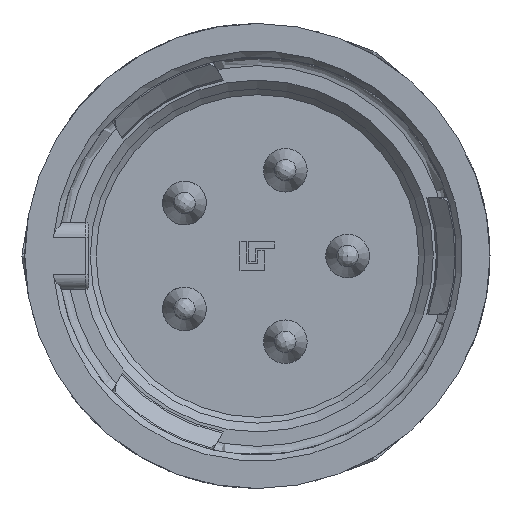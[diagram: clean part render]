
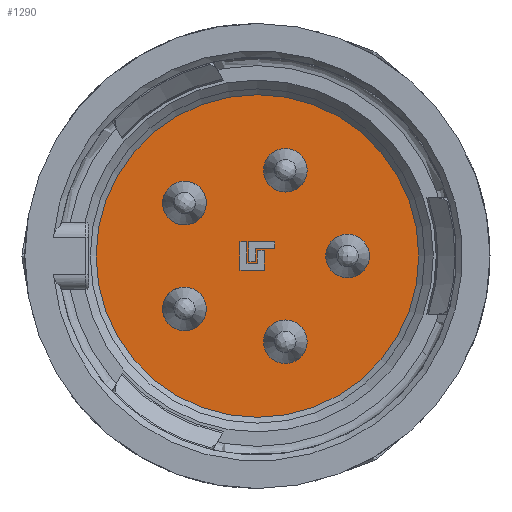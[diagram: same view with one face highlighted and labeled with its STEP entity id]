
A CAD part, left-side view. The second image highlights one B-rep face of the part: STEP entity #1290.
In plain terms, the highlighted planar face has unit normal (-1, 0, 0).
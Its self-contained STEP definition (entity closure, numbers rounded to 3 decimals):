
#469=LINE('',#8635,#685);
#470=LINE('',#8638,#686);
#471=LINE('',#8640,#687);
#472=LINE('',#8642,#688);
#473=LINE('',#8644,#689);
#474=LINE('',#8646,#690);
#475=LINE('',#8647,#691);
#476=LINE('',#8650,#692);
#477=LINE('',#8652,#693);
#478=LINE('',#8654,#694);
#479=LINE('',#8656,#695);
#480=LINE('',#8658,#696);
#481=LINE('',#8660,#697);
#482=LINE('',#8662,#698);
#685=VECTOR('',#5374,1.);
#686=VECTOR('',#5375,1.);
#687=VECTOR('',#5376,1.);
#688=VECTOR('',#5377,1.);
#689=VECTOR('',#5378,1.);
#690=VECTOR('',#5379,1.);
#691=VECTOR('',#5380,1.);
#692=VECTOR('',#5381,1.);
#693=VECTOR('',#5382,1.);
#694=VECTOR('',#5383,1.);
#695=VECTOR('',#5384,1.);
#696=VECTOR('',#5385,1.);
#697=VECTOR('',#5386,1.);
#698=VECTOR('',#5387,1.);
#1149=PLANE('',#4688);
#1290=ADVANCED_FACE('',(#1604,#1605,#1606,#1607,#1608,#1609,#1610,#1611),
#1149,.F.);
#1604=FACE_BOUND('',#1778,.T.);
#1605=FACE_BOUND('',#1779,.T.);
#1606=FACE_BOUND('',#1780,.T.);
#1607=FACE_BOUND('',#1781,.T.);
#1608=FACE_BOUND('',#1782,.T.);
#1609=FACE_BOUND('',#1783,.T.);
#1610=FACE_BOUND('',#1784,.T.);
#1611=FACE_BOUND('',#1785,.T.);
#1778=EDGE_LOOP('',(#2554));
#1779=EDGE_LOOP('',(#2555));
#1780=EDGE_LOOP('',(#2556));
#1781=EDGE_LOOP('',(#2557));
#1782=EDGE_LOOP('',(#2558));
#1783=EDGE_LOOP('',(#2559,#2560,#2561,#2562,#2563,#2564));
#1784=EDGE_LOOP('',(#2565,#2566,#2567,#2568,#2569,#2570,#2571,#2572));
#1785=EDGE_LOOP('',(#2573));
#2554=ORIENTED_EDGE('',*,*,#4053,.T.);
#2555=ORIENTED_EDGE('',*,*,#4054,.T.);
#2556=ORIENTED_EDGE('',*,*,#4055,.T.);
#2557=ORIENTED_EDGE('',*,*,#4056,.T.);
#2558=ORIENTED_EDGE('',*,*,#4057,.T.);
#2559=ORIENTED_EDGE('',*,*,#4058,.T.);
#2560=ORIENTED_EDGE('',*,*,#4059,.T.);
#2561=ORIENTED_EDGE('',*,*,#4060,.T.);
#2562=ORIENTED_EDGE('',*,*,#4061,.T.);
#2563=ORIENTED_EDGE('',*,*,#4062,.T.);
#2564=ORIENTED_EDGE('',*,*,#4063,.T.);
#2565=ORIENTED_EDGE('',*,*,#4064,.T.);
#2566=ORIENTED_EDGE('',*,*,#4065,.T.);
#2567=ORIENTED_EDGE('',*,*,#4066,.T.);
#2568=ORIENTED_EDGE('',*,*,#4067,.T.);
#2569=ORIENTED_EDGE('',*,*,#4068,.T.);
#2570=ORIENTED_EDGE('',*,*,#4069,.T.);
#2571=ORIENTED_EDGE('',*,*,#4070,.T.);
#2572=ORIENTED_EDGE('',*,*,#4071,.T.);
#2573=ORIENTED_EDGE('',*,*,#4072,.T.);
#3558=VERTEX_POINT('',#8626);
#3559=VERTEX_POINT('',#8628);
#3560=VERTEX_POINT('',#8630);
#3561=VERTEX_POINT('',#8632);
#3562=VERTEX_POINT('',#8634);
#3563=VERTEX_POINT('',#8636);
#3564=VERTEX_POINT('',#8637);
#3565=VERTEX_POINT('',#8639);
#3566=VERTEX_POINT('',#8641);
#3567=VERTEX_POINT('',#8643);
#3568=VERTEX_POINT('',#8645);
#3569=VERTEX_POINT('',#8648);
#3570=VERTEX_POINT('',#8649);
#3571=VERTEX_POINT('',#8651);
#3572=VERTEX_POINT('',#8653);
#3573=VERTEX_POINT('',#8655);
#3574=VERTEX_POINT('',#8657);
#3575=VERTEX_POINT('',#8659);
#3576=VERTEX_POINT('',#8661);
#3577=VERTEX_POINT('',#8664);
#4053=EDGE_CURVE('',#3558,#3558,#4415,.T.);
#4054=EDGE_CURVE('',#3559,#3559,#4416,.T.);
#4055=EDGE_CURVE('',#3560,#3560,#4417,.T.);
#4056=EDGE_CURVE('',#3561,#3561,#4418,.T.);
#4057=EDGE_CURVE('',#3562,#3562,#4419,.T.);
#4058=EDGE_CURVE('',#3563,#3564,#469,.T.);
#4059=EDGE_CURVE('',#3564,#3565,#470,.T.);
#4060=EDGE_CURVE('',#3565,#3566,#471,.T.);
#4061=EDGE_CURVE('',#3566,#3567,#472,.T.);
#4062=EDGE_CURVE('',#3567,#3568,#473,.T.);
#4063=EDGE_CURVE('',#3568,#3563,#474,.T.);
#4064=EDGE_CURVE('',#3569,#3570,#475,.T.);
#4065=EDGE_CURVE('',#3570,#3571,#476,.T.);
#4066=EDGE_CURVE('',#3571,#3572,#477,.T.);
#4067=EDGE_CURVE('',#3572,#3573,#478,.T.);
#4068=EDGE_CURVE('',#3573,#3574,#479,.T.);
#4069=EDGE_CURVE('',#3574,#3575,#480,.T.);
#4070=EDGE_CURVE('',#3575,#3576,#481,.T.);
#4071=EDGE_CURVE('',#3576,#3569,#482,.T.);
#4072=EDGE_CURVE('',#3577,#3577,#4420,.T.);
#4415=CIRCLE('',#4682,0.75);
#4416=CIRCLE('',#4683,0.75);
#4417=CIRCLE('',#4684,0.75);
#4418=CIRCLE('',#4685,0.75);
#4419=CIRCLE('',#4686,0.75);
#4420=CIRCLE('',#4687,5.55);
#4682=AXIS2_PLACEMENT_3D('',#8625,#5364,#5365);
#4683=AXIS2_PLACEMENT_3D('',#8627,#5366,#5367);
#4684=AXIS2_PLACEMENT_3D('',#8629,#5368,#5369);
#4685=AXIS2_PLACEMENT_3D('',#8631,#5370,#5371);
#4686=AXIS2_PLACEMENT_3D('',#8633,#5372,#5373);
#4687=AXIS2_PLACEMENT_3D('',#8663,#5388,#5389);
#4688=AXIS2_PLACEMENT_3D('',#8665,#5390,#5391);
#5364=DIRECTION('',(1.,0.,0.));
#5365=DIRECTION('',(0.,0.,-1.));
#5366=DIRECTION('',(1.,0.,0.));
#5367=DIRECTION('',(0.,0.,-1.));
#5368=DIRECTION('',(1.,0.,0.));
#5369=DIRECTION('',(0.,0.,-1.));
#5370=DIRECTION('',(1.,0.,0.));
#5371=DIRECTION('',(0.,0.,-1.));
#5372=DIRECTION('',(1.,0.,0.));
#5373=DIRECTION('',(0.,0.,-1.));
#5374=DIRECTION('',(0.,0.,1.));
#5375=DIRECTION('',(0.,-1.,0.));
#5376=DIRECTION('',(0.,0.,-1.));
#5377=DIRECTION('',(0.,1.,0.));
#5378=DIRECTION('',(0.,0.,-1.));
#5379=DIRECTION('',(0.,1.,0.));
#5380=DIRECTION('',(0.,1.,0.));
#5381=DIRECTION('',(0.,0.,1.));
#5382=DIRECTION('',(0.,-1.,0.));
#5383=DIRECTION('',(0.,0.,-1.));
#5384=DIRECTION('',(0.,-1.,0.));
#5385=DIRECTION('',(0.,0.,1.));
#5386=DIRECTION('',(0.,-1.,0.));
#5387=DIRECTION('',(0.,0.,-1.));
#5388=DIRECTION('',(-1.,0.,0.));
#5389=DIRECTION('',(0.,0.,-1.));
#5390=DIRECTION('',(1.,0.,0.));
#5391=DIRECTION('',(0.,0.,-1.));
#8625=CARTESIAN_POINT('',(10.4,2.51,1.82));
#8626=CARTESIAN_POINT('',(10.4,2.51,1.07));
#8627=CARTESIAN_POINT('',(10.4,2.51,-1.82));
#8628=CARTESIAN_POINT('',(10.4,2.51,-2.57));
#8629=CARTESIAN_POINT('',(10.4,-0.96,-2.95));
#8630=CARTESIAN_POINT('',(10.4,-0.96,-3.7));
#8631=CARTESIAN_POINT('',(10.4,-3.1,0.));
#8632=CARTESIAN_POINT('',(10.4,-3.1,-0.75));
#8633=CARTESIAN_POINT('',(10.4,-0.96,2.95));
#8634=CARTESIAN_POINT('',(10.4,-0.96,2.2));
#8635=CARTESIAN_POINT('',(10.4,0.3,-0.19));
#8636=CARTESIAN_POINT('',(10.4,0.3,-0.19));
#8637=CARTESIAN_POINT('',(10.4,0.3,0.49));
#8638=CARTESIAN_POINT('',(10.4,0.3,0.49));
#8639=CARTESIAN_POINT('',(10.4,-0.6,0.49));
#8640=CARTESIAN_POINT('',(10.4,-0.6,0.49));
#8641=CARTESIAN_POINT('',(10.4,-0.6,0.25));
#8642=CARTESIAN_POINT('',(10.4,-0.6,0.25));
#8643=CARTESIAN_POINT('',(10.4,0.06,0.25));
#8644=CARTESIAN_POINT('',(10.4,0.06,0.25));
#8645=CARTESIAN_POINT('',(10.4,0.06,-0.19));
#8646=CARTESIAN_POINT('',(10.4,0.06,-0.19));
#8647=CARTESIAN_POINT('',(10.4,-0.24,-0.49));
#8648=CARTESIAN_POINT('',(10.4,-0.24,-0.49));
#8649=CARTESIAN_POINT('',(10.4,0.6,-0.49));
#8650=CARTESIAN_POINT('',(10.4,0.6,-0.49));
#8651=CARTESIAN_POINT('',(10.4,0.6,0.49));
#8652=CARTESIAN_POINT('',(10.4,0.6,0.49));
#8653=CARTESIAN_POINT('',(10.4,0.36,0.49));
#8654=CARTESIAN_POINT('',(10.4,0.36,0.49));
#8655=CARTESIAN_POINT('',(10.4,0.36,-0.25));
#8656=CARTESIAN_POINT('',(10.4,0.36,-0.25));
#8657=CARTESIAN_POINT('',(10.4,0.,-0.25));
#8658=CARTESIAN_POINT('',(10.4,0.,-0.25));
#8659=CARTESIAN_POINT('',(10.4,0.,0.19));
#8660=CARTESIAN_POINT('',(10.4,0.,0.19));
#8661=CARTESIAN_POINT('',(10.4,-0.24,0.19));
#8662=CARTESIAN_POINT('',(10.4,-0.24,0.19));
#8663=CARTESIAN_POINT('',(10.4,0.,0.));
#8664=CARTESIAN_POINT('',(10.4,0.,-5.55));
#8665=CARTESIAN_POINT('',(10.4,0.,0.));
